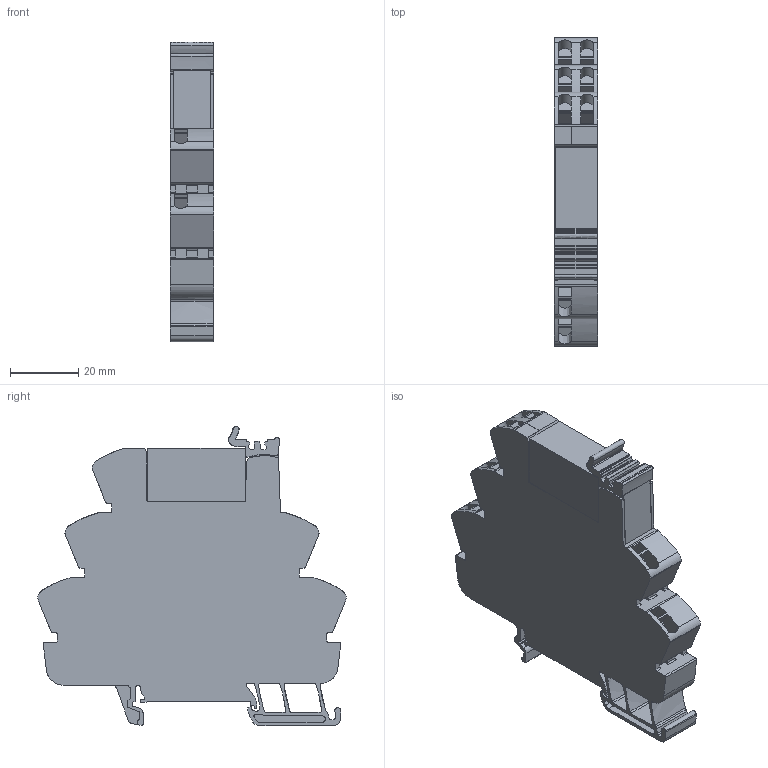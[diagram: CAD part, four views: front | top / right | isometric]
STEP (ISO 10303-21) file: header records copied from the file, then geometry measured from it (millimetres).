
FILE_DESCRIPTION(('CATIA V5 STEP Exchange','CAx-IF Rec.Pracs.--- Model Styling and Organization---1.5--- 2016-08-15','CAx-IF Rec.Pracs.---Supplemental Geometry---1.0---2011-11-01','CAx-IF Rec.Pracs.--- Composite Materials ---1.1---2010-07-15'),'2;1');
FILE_NAME ('6309338_6', '2025-09-23T06:43:48+00:00', ('none'), ('Weidmueller'), 'CATIA Version 5-6 Release 2024 SP4', 'CATIA V5 STEP AP214 v3', 'none');
FILE_SCHEMA(('AUTOMOTIVE_DESIGN { 1 0 10303 214 1 1 1 1 }'));
Length unit declared in the file: millimetre
Products named in the file (1): 1127710000
Bounding box: 12.8 x 90.51 x 87.83 mm (x, y, z)
Volume: 65015.2 mm3; surface area: 22746.3 mm2
Topology: 8 solids, 8 shells, 755 faces, 2327 edges, 1604 vertices
Faces by surface type: plane 433, cylinder 173, extrusion 149
Entity records: 28175 total; most frequent: CARTESIAN_POINT 8632, ORIENTED_EDGE 4654, DIRECTION 2975, EDGE_CURVE 2327, VECTOR 1759, LINE 1610, VERTEX_POINT 1604, EDGE_LOOP 775
